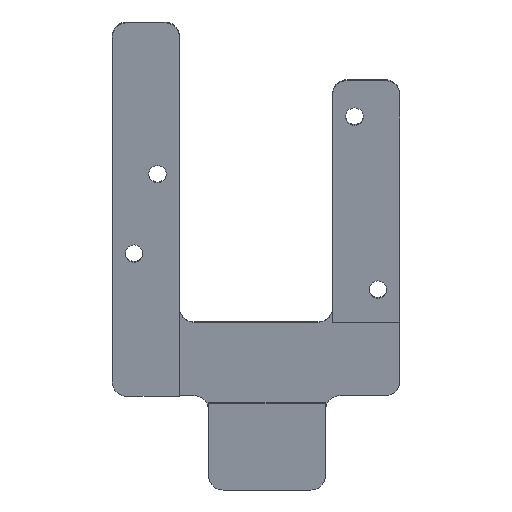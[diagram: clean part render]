
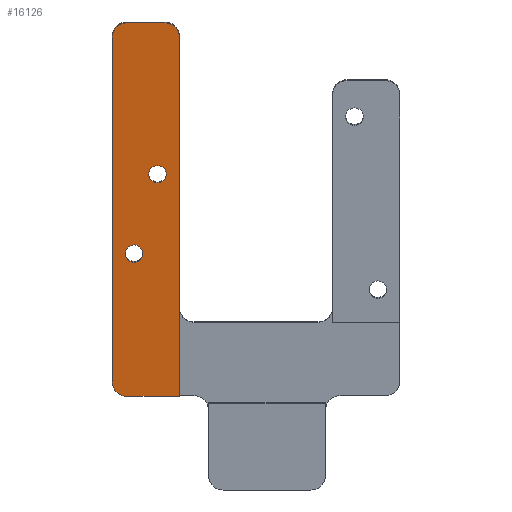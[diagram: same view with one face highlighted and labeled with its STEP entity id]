
A CAD part, left-side view. The second image highlights one B-rep face of the part: STEP entity #16126.
In plain terms, the highlighted planar face has unit normal (-0.986, 0, -0.165).
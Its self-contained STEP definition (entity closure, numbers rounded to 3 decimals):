
#15782=CARTESIAN_POINT('',(17.33,9.088,
-5.59));
#15783=DIRECTION('',(0.986,0.,0.165));
#15784=DIRECTION('',(0.,-1.,0.));
#15785=AXIS2_PLACEMENT_3D('',#15782,#15783,#15784);
#15790=CARTESIAN_POINT('',(17.33,9.088,
-5.59));
#15791=DIRECTION('',(0.986,0.,0.165));
#15792=DIRECTION('',(0.,1.,0.));
#15793=AXIS2_PLACEMENT_3D('',#15790,#15791,#15792);
#15798=CARTESIAN_POINT('',(16.421,7.488,
-0.165));
#15799=DIRECTION('',(0.986,0.,0.165));
#15800=DIRECTION('',(0.,1.,0.));
#15801=AXIS2_PLACEMENT_3D('',#15798,#15799,#15800);
#15806=CARTESIAN_POINT('',(16.421,7.488,
-0.165));
#15807=DIRECTION('',(0.986,0.,0.165));
#15808=DIRECTION('',(0.,-1.,0.));
#15809=AXIS2_PLACEMENT_3D('',#15806,#15807,#15808);
#15814=CARTESIAN_POINT('',(18.799,9.588,
-14.36));
#15815=DIRECTION('',(-0.986,0.,-0.165));
#15816=DIRECTION('',(0.,1.,0.));
#15817=AXIS2_PLACEMENT_3D('',#15814,#15815,#15816);
#15822=DIRECTION('',(-0.165,0.,0.986));
#15823=VECTOR('',#15822,23.893);
#15824=CARTESIAN_POINT('',(18.799,10.588,
-14.36));
#15825=LINE('',#15824,#15823);
#15829=CARTESIAN_POINT('',(14.852,9.588,9.204));
#15830=DIRECTION('',(-0.986,0.,-0.165));
#15831=DIRECTION('',(-0.165,0.,0.986));
#15832=AXIS2_PLACEMENT_3D('',#15829,#15830,#15831);
#15837=CARTESIAN_POINT('',(14.852,6.988,9.204));
#15838=DIRECTION('',(-0.986,0.,-0.165));
#15839=DIRECTION('',(0.,-1.,0.));
#15840=AXIS2_PLACEMENT_3D('',#15837,#15838,#15839);
#15936=DIRECTION('',(0.,-1.,0.));
#15937=VECTOR('',#15936,3.6);
#15938=CARTESIAN_POINT('',(18.964,9.588,
-15.346));
#15939=LINE('',#15938,#15937);
#15971=DIRECTION('',(-0.165,0.,0.986));
#15972=VECTOR('',#15971,24.893);
#15973=CARTESIAN_POINT('',(18.964,5.988,
-15.346));
#15974=LINE('',#15973,#15972);
#15985=DIRECTION('',(0.,1.,0.));
#15986=VECTOR('',#15985,2.6);
#15987=CARTESIAN_POINT('',(14.687,6.988,10.191));
#15988=LINE('',#15987,#15986);
#16031=CARTESIAN_POINT('',(17.33,8.488,
-5.59));
#16032=CARTESIAN_POINT('',(17.33,9.688,
-5.59));
#16033=VERTEX_POINT('',#16031);
#16034=VERTEX_POINT('',#16032);
#16036=CARTESIAN_POINT('',(18.964,5.988,
-15.346));
#16038=VERTEX_POINT('',#16036);
#16039=CARTESIAN_POINT('',(18.799,10.588,
-14.36));
#16040=CARTESIAN_POINT('',(18.964,9.588,
-15.346));
#16041=VERTEX_POINT('',#16039);
#16042=VERTEX_POINT('',#16040);
#16047=CARTESIAN_POINT('',(14.852,5.988,9.204));
#16048=CARTESIAN_POINT('',(14.687,6.988,10.191));
#16049=VERTEX_POINT('',#16047);
#16050=VERTEX_POINT('',#16048);
#16055=CARTESIAN_POINT('',(14.687,9.588,10.191));
#16056=CARTESIAN_POINT('',(14.852,10.588,9.204));
#16057=VERTEX_POINT('',#16055);
#16058=VERTEX_POINT('',#16056);
#16067=CARTESIAN_POINT('',(16.421,8.088,
-0.165));
#16068=CARTESIAN_POINT('',(16.421,6.888,
-0.165));
#16069=VERTEX_POINT('',#16067);
#16070=VERTEX_POINT('',#16068);
#16094=CARTESIAN_POINT('',(15.946,0.,2.671));
#16095=DIRECTION('',(-0.986,0.,-0.165));
#16096=DIRECTION('',(0.,1.,0.));
#16097=AXIS2_PLACEMENT_3D('',#16094,#16095,#16096);
#16098=PLANE('',#16097);
#16100=ORIENTED_EDGE('',*,*,#16099,.F.);
#16102=ORIENTED_EDGE('',*,*,#16101,.T.);
#16103=ORIENTED_EDGE('',*,*,#16076,.F.);
#16105=ORIENTED_EDGE('',*,*,#16104,.F.);
#16107=ORIENTED_EDGE('',*,*,#16106,.F.);
#16109=ORIENTED_EDGE('',*,*,#16108,.F.);
#16111=ORIENTED_EDGE('',*,*,#16110,.F.);
#16112=EDGE_LOOP('',(#16100,#16102,#16103,#16105,#16107,#16109,#16111));
#16113=FACE_OUTER_BOUND('',#16112,.F.);
#16115=ORIENTED_EDGE('',*,*,#16114,.F.);
#16117=ORIENTED_EDGE('',*,*,#16116,.F.);
#16118=EDGE_LOOP('',(#16115,#16117));
#16119=FACE_BOUND('',#16118,.F.);
#16121=ORIENTED_EDGE('',*,*,#16120,.F.);
#16123=ORIENTED_EDGE('',*,*,#16122,.F.);
#16124=EDGE_LOOP('',(#16121,#16123));
#16125=FACE_BOUND('',#16124,.F.);
#15786=CIRCLE('',#15785,0.6);
#15794=CIRCLE('',#15793,0.6);
#15802=CIRCLE('',#15801,0.6);
#15810=CIRCLE('',#15809,0.6);
#15818=CIRCLE('',#15817,1.);
#15833=CIRCLE('',#15832,1.);
#15841=CIRCLE('',#15840,1.);
#16076=EDGE_CURVE('',#16057,#16058,#15833,.T.);
#16099=EDGE_CURVE('',#16041,#16042,#15818,.T.);
#16101=EDGE_CURVE('',#16041,#16058,#15825,.T.);
#16104=EDGE_CURVE('',#16050,#16057,#15988,.T.);
#16106=EDGE_CURVE('',#16049,#16050,#15841,.T.);
#16108=EDGE_CURVE('',#16038,#16049,#15974,.T.);
#16110=EDGE_CURVE('',#16042,#16038,#15939,.T.);
#16114=EDGE_CURVE('',#16069,#16070,#15802,.T.);
#16116=EDGE_CURVE('',#16070,#16069,#15810,.T.);
#16120=EDGE_CURVE('',#16033,#16034,#15786,.T.);
#16122=EDGE_CURVE('',#16034,#16033,#15794,.T.);
#16126=ADVANCED_FACE('',(#16113,#16119,#16125),#16098,.T.);
